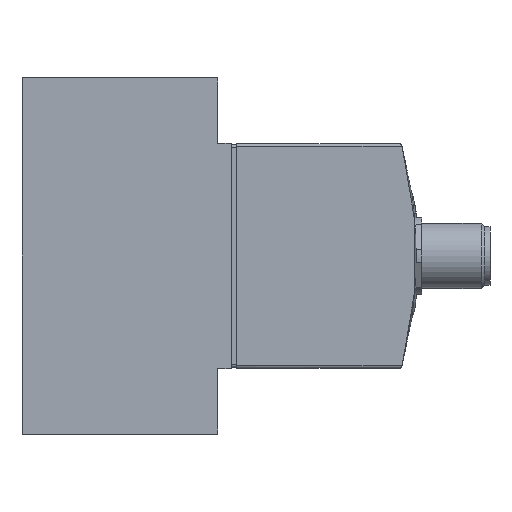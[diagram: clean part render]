
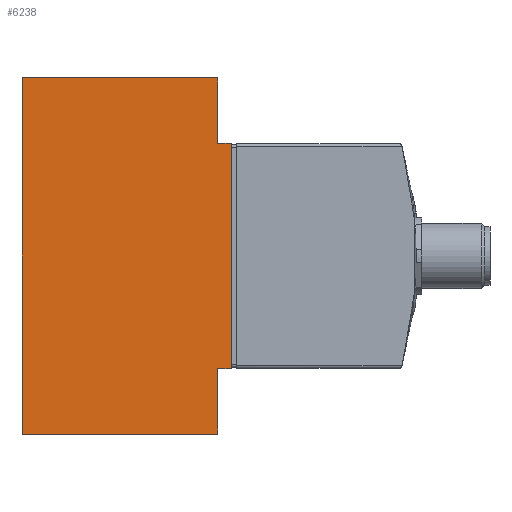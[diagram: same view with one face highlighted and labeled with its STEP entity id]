
A CAD part, front view. The second image highlights one B-rep face of the part: STEP entity #6238.
In plain terms, the highlighted planar face has unit normal (0, -1, 0).
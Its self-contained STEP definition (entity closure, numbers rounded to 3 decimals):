
#88=PLANE('',#6600);
#314=LINE('',#8887,#640);
#336=LINE('',#8938,#662);
#337=LINE('',#8956,#663);
#341=LINE('',#8965,#667);
#343=LINE('',#8968,#669);
#350=LINE('',#8981,#676);
#351=LINE('',#8983,#677);
#352=LINE('',#8985,#678);
#640=VECTOR('',#7234,1000.);
#662=VECTOR('',#7264,1000.);
#663=VECTOR('',#7283,1000.);
#667=VECTOR('',#7289,1000.);
#669=VECTOR('',#7293,1000.);
#676=VECTOR('',#7304,1000.);
#677=VECTOR('',#7305,1000.);
#678=VECTOR('',#7306,1000.);
#1327=ORIENTED_EDGE('',*,*,#2493,.F.);
#1328=ORIENTED_EDGE('',*,*,#2499,.F.);
#1329=ORIENTED_EDGE('',*,*,#2459,.F.);
#1330=ORIENTED_EDGE('',*,*,#2506,.F.);
#1331=ORIENTED_EDGE('',*,*,#2507,.F.);
#1332=ORIENTED_EDGE('',*,*,#2508,.T.);
#1333=ORIENTED_EDGE('',*,*,#2484,.F.);
#1334=ORIENTED_EDGE('',*,*,#2497,.F.);
#2459=EDGE_CURVE('',#3041,#3043,#314,.T.);
#2484=EDGE_CURVE('',#3067,#3065,#336,.T.);
#2493=EDGE_CURVE('',#3076,#3077,#337,.T.);
#2497=EDGE_CURVE('',#3077,#3067,#341,.T.);
#2499=EDGE_CURVE('',#3043,#3076,#343,.T.);
#2506=EDGE_CURVE('',#3084,#3041,#350,.T.);
#2507=EDGE_CURVE('',#3085,#3084,#351,.T.);
#2508=EDGE_CURVE('',#3085,#3065,#352,.T.);
#3041=VERTEX_POINT('',#8885);
#3043=VERTEX_POINT('',#8888);
#3065=VERTEX_POINT('',#8933);
#3067=VERTEX_POINT('',#8937);
#3076=VERTEX_POINT('',#8957);
#3077=VERTEX_POINT('',#8958);
#3084=VERTEX_POINT('',#8982);
#3085=VERTEX_POINT('',#8984);
#3503=EDGE_LOOP('',(#1327,#1328,#1329,#1330,#1331,#1332,#1333,#1334));
#3969=FACE_BOUND('',#3503,.T.);
#6238=ADVANCED_FACE('',(#3969),#88,.F.);
#6600=AXIS2_PLACEMENT_3D('',#8980,#7302,#7303);
#7234=DIRECTION('',(0.,0.,-1.));
#7264=DIRECTION('',(0.,0.,-1.));
#7283=DIRECTION('',(0.,0.,1.));
#7289=DIRECTION('',(1.,0.,0.));
#7293=DIRECTION('',(-1.,0.,0.));
#7302=DIRECTION('',(0.,1.,0.));
#7303=DIRECTION('',(0.,0.,1.));
#7304=DIRECTION('',(-1.,0.,0.));
#7305=DIRECTION('',(0.,0.,-1.));
#7306=DIRECTION('',(-1.,0.,0.));
#8885=CARTESIAN_POINT('',(17.5,0.,-20.75));
#8887=CARTESIAN_POINT('',(17.5,0.,32.75));
#8888=CARTESIAN_POINT('',(17.5,0.,-32.75));
#8933=CARTESIAN_POINT('',(17.5,0.,20.75));
#8937=CARTESIAN_POINT('',(17.5,0.,32.75));
#8938=CARTESIAN_POINT('',(17.5,0.,32.75));
#8956=CARTESIAN_POINT('',(-18.5,0.,-32.75));
#8957=CARTESIAN_POINT('',(-18.5,0.,-32.75));
#8958=CARTESIAN_POINT('',(-18.5,0.,32.75));
#8965=CARTESIAN_POINT('',(-18.5,0.,32.75));
#8968=CARTESIAN_POINT('',(17.5,0.,-32.75));
#8980=CARTESIAN_POINT('',(0.,0.,0.));
#8981=CARTESIAN_POINT('',(20.,0.,-20.75));
#8982=CARTESIAN_POINT('',(20.,0.,-20.75));
#8983=CARTESIAN_POINT('',(20.,0.,20.75));
#8984=CARTESIAN_POINT('',(20.,0.,20.75));
#8985=CARTESIAN_POINT('',(20.,0.,20.75));
